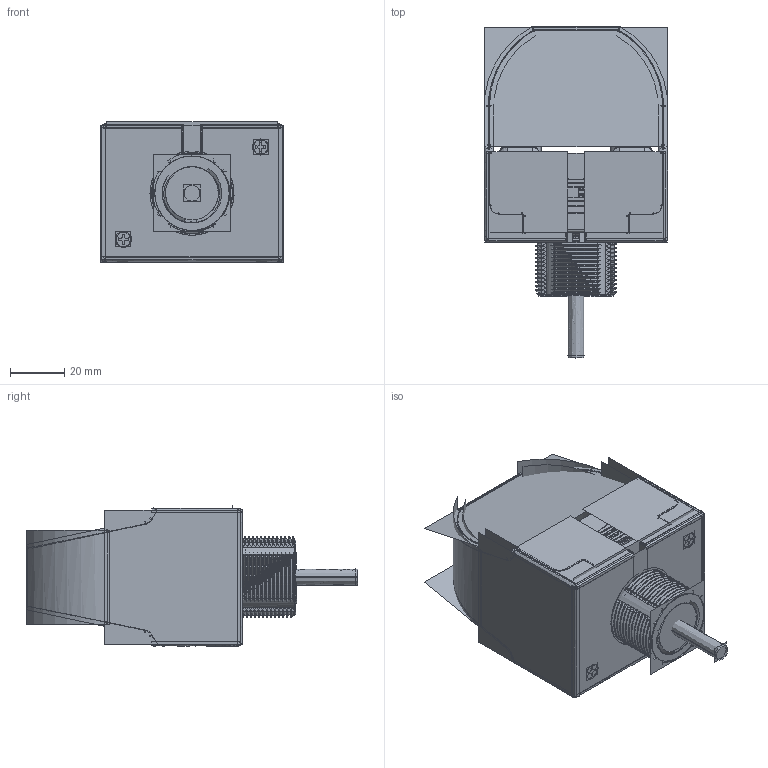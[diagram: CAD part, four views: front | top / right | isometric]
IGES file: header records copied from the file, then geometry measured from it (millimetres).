
Start section:  PTC IGES file: 215160_sm01.igs
Global section: file name: 215160_sm01.igs; native system: Creo Parametric by PTC Inc.; preprocessor: 2019292; author: PDMAdmin; organization: Unknown; date: 20220119.153752; units: millimetre
Bounding box: 68 x 122.86 x 52.1 mm (x, y, z)
Volume: 118128 mm3; surface area: 201005.1 mm2
Topology: 2 solids, 4 shells, 3398 faces, 19779 edges, 25889 vertices
Faces by surface type: bspline 1818, revolution 1418, extrusion 162
